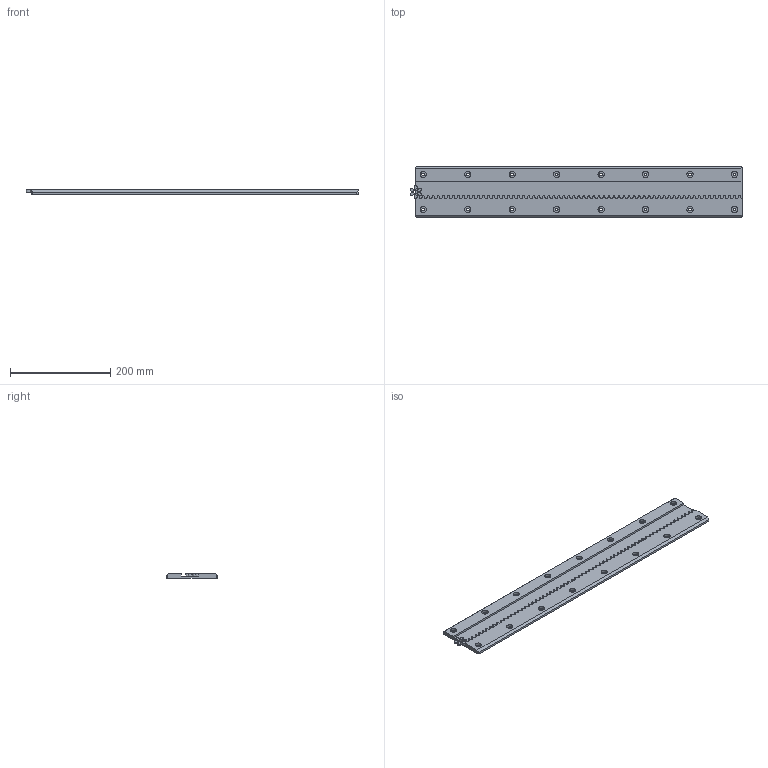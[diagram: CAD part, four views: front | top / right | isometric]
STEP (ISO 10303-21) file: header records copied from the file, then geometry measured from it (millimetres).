
FILE_DESCRIPTION(/* description */ (''),/* implementation_level */ '2;1');
FILE_NAME(/* name */ 'Standard rack and pinion fully parametric.step',/* time_stamp */ '2018-02-14T22:30:56+01:00',/* author */ ('jaknil'),/* organization */ (''),/* preprocessor_version */ 'ST-DEVELOPER v16.13',/* originating_system */ 'Autodesk Translation Framework v6.5.0.72',/* authorisation */ '');
FILE_SCHEMA (('AUTOMOTIVE_DESIGN { 1 0 10303 214 3 1 1 }'));
Length unit declared in the file: millimetre
Products named in the file (3): Clean; Rack; pinon
Assembly tree (3 placements, depth 2):
  Clean
    Rack
    pinon  x2
Bounding box: 661.42 x 100 x 8 mm (x, y, z)
Volume: 419073.1 mm3; surface area: 151322.8 mm2
Topology: 3 solids, 3 shells, 390 faces, 1233 edges, 865 vertices
Faces by surface type: bspline 243, cylinder 116, plane 31
Full cylindrical faces by diameter (mm): 5.5 x16, 8 x2, 12.5 x16
Entity records: 20354 total; most frequent: CARTESIAN_POINT 11894, ORIENTED_EDGE 2280, EDGE_CURVE 1140, DIRECTION 925, VERTEX_POINT 803, B_SPLINE_CURVE_WITH_KNOTS 721, EDGE_LOOP 407, AXIS2_PLACEMENT_3D 362
